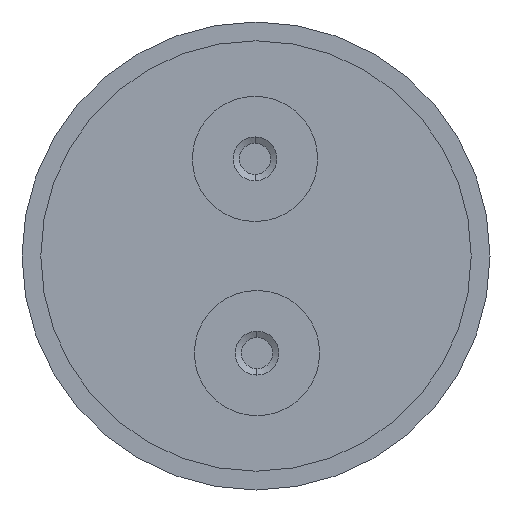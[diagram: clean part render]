
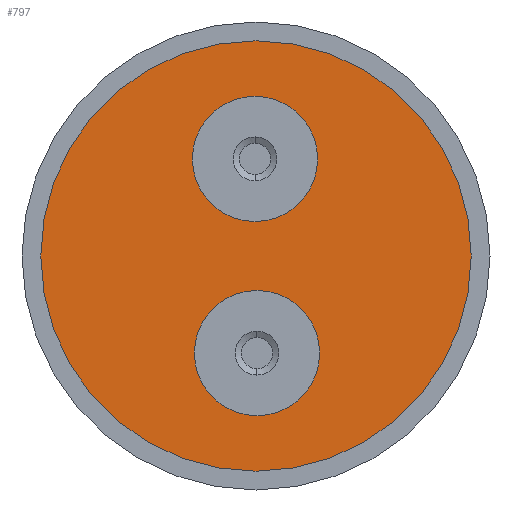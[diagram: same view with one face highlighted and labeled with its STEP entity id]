
A CAD part, front view. The second image highlights one B-rep face of the part: STEP entity #797.
In plain terms, the highlighted planar face has unit normal (0, -1, 0).
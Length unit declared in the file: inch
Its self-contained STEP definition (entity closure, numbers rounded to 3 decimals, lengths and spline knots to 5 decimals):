
#1 = AXIS2_PLACEMENT_3D ( 'NONE', #666, #665, #664 ) ;
#43 = AXIS2_PLACEMENT_3D ( 'NONE', #935, #934, #933 ) ;
#44 = AXIS2_PLACEMENT_3D ( 'NONE', #939, #938, #937 ) ;
#119 = EDGE_CURVE ( 'NONE', #1409, #1322, #1148, .T. ) ;
#120 = EDGE_CURVE ( 'NONE', #1334, #1338, #1145, .T. ) ;
#184 = EDGE_CURVE ( 'NONE', #1401, #1398, #1065, .T. ) ;
#188 = EDGE_CURVE ( 'NONE', #1338, #1334, #1061, .T. ) ;
#189 = EDGE_CURVE ( 'NONE', #1322, #1409, #1060, .T. ) ;
#192 = EDGE_CURVE ( 'NONE', #1398, #1401, #1057, .T. ) ;
#231 = AXIS2_PLACEMENT_3D ( 'NONE', #500, #502, #494 ) ;
#277 = AXIS2_PLACEMENT_3D ( 'NONE', #634, #633, #632 ) ;
#280 = AXIS2_PLACEMENT_3D ( 'NONE', #647, #646, #644 ) ;
#281 = AXIS2_PLACEMENT_3D ( 'NONE', #650, #649, #648 ) ;
#318 = CARTESIAN_POINT ( 'NONE',  ( -0.0016, 0.34, 0.05499 ) ) ;
#326 = CARTESIAN_POINT ( 'NONE',  ( 0., 0.34, 0.3435 ) ) ;
#329 = CARTESIAN_POINT ( 'NONE',  ( 0., 0.34, -0.3435 ) ) ;
#345 = CARTESIAN_POINT ( 'NONE',  ( 0.0016, 0.34, -0.05499 ) ) ;
#349 = CARTESIAN_POINT ( 'NONE',  ( 0.0016, 0.34, -0.25499 ) ) ;
#362 = CARTESIAN_POINT ( 'NONE',  ( -0.0016, 0.34, 0.25499 ) ) ;
#494 = DIRECTION ( 'NONE',  ( 0., 0., 1. ) ) ;
#498 = PLANE ( 'NONE',  #231 ) ;
#500 = CARTESIAN_POINT ( 'NONE',  ( 0., 0.34, 0. ) ) ;
#502 = DIRECTION ( 'NONE',  ( 0., 1., 0. ) ) ;
#632 = DIRECTION ( 'NONE',  ( 0., 0., 1. ) ) ;
#633 = DIRECTION ( 'NONE',  ( 0., -1., 0. ) ) ;
#634 = CARTESIAN_POINT ( 'NONE',  ( 0., 0.34, 0. ) ) ;
#644 = DIRECTION ( 'NONE',  ( 0., 0., -1. ) ) ;
#646 = DIRECTION ( 'NONE',  ( 0., -1., 0. ) ) ;
#647 = CARTESIAN_POINT ( 'NONE',  ( -0.0016, 0.34, 0.15499 ) ) ;
#648 = DIRECTION ( 'NONE',  ( 0., 0., -1. ) ) ;
#649 = DIRECTION ( 'NONE',  ( 0., -1., 0. ) ) ;
#650 = CARTESIAN_POINT ( 'NONE',  ( 0.0016, 0.34, -0.15499 ) ) ;
#664 = DIRECTION ( 'NONE',  ( 0., 0., 1. ) ) ;
#665 = DIRECTION ( 'NONE',  ( 0., -1., 0. ) ) ;
#666 = CARTESIAN_POINT ( 'NONE',  ( 0., 0.34, 0. ) ) ;
#797 = ADVANCED_FACE ( 'NONE', ( #978, #1474, #1446 ), #498, .F. ) ;
#933 = DIRECTION ( 'NONE',  ( 0., 0., -1. ) ) ;
#934 = DIRECTION ( 'NONE',  ( 0., -1., 0. ) ) ;
#935 = CARTESIAN_POINT ( 'NONE',  ( 0.0016, 0.34, -0.15499 ) ) ;
#937 = DIRECTION ( 'NONE',  ( 0., 0., -1. ) ) ;
#938 = DIRECTION ( 'NONE',  ( 0., -1., 0. ) ) ;
#939 = CARTESIAN_POINT ( 'NONE',  ( -0.0016, 0.34, 0.15499 ) ) ;
#978 = FACE_BOUND ( 'NONE', #1284, .T. ) ;
#1057 = CIRCLE ( 'NONE', #277, 0.3435 ) ;
#1060 = CIRCLE ( 'NONE', #280, 0.1 ) ;
#1061 = CIRCLE ( 'NONE', #281, 0.1 ) ;
#1065 = CIRCLE ( 'NONE', #1, 0.3435 ) ;
#1145 = CIRCLE ( 'NONE', #43, 0.1 ) ;
#1148 = CIRCLE ( 'NONE', #44, 0.1 ) ;
#1274 = EDGE_LOOP ( 'NONE', ( #1541, #1542 ) ) ;
#1282 = EDGE_LOOP ( 'NONE', ( #1536, #1539 ) ) ;
#1284 = EDGE_LOOP ( 'NONE', ( #1531, #1533 ) ) ;
#1322 = VERTEX_POINT ( 'NONE', #362 ) ;
#1334 = VERTEX_POINT ( 'NONE', #349 ) ;
#1338 = VERTEX_POINT ( 'NONE', #345 ) ;
#1398 = VERTEX_POINT ( 'NONE', #329 ) ;
#1401 = VERTEX_POINT ( 'NONE', #326 ) ;
#1409 = VERTEX_POINT ( 'NONE', #318 ) ;
#1446 = FACE_BOUND ( 'NONE', #1274, .T. ) ;
#1474 = FACE_OUTER_BOUND ( 'NONE', #1282, .T. ) ;
#1531 = ORIENTED_EDGE ( 'NONE', *, *, #119, .F. ) ;
#1533 = ORIENTED_EDGE ( 'NONE', *, *, #189, .F. ) ;
#1536 = ORIENTED_EDGE ( 'NONE', *, *, #184, .T. ) ;
#1539 = ORIENTED_EDGE ( 'NONE', *, *, #192, .T. ) ;
#1541 = ORIENTED_EDGE ( 'NONE', *, *, #120, .F. ) ;
#1542 = ORIENTED_EDGE ( 'NONE', *, *, #188, .F. ) ;
